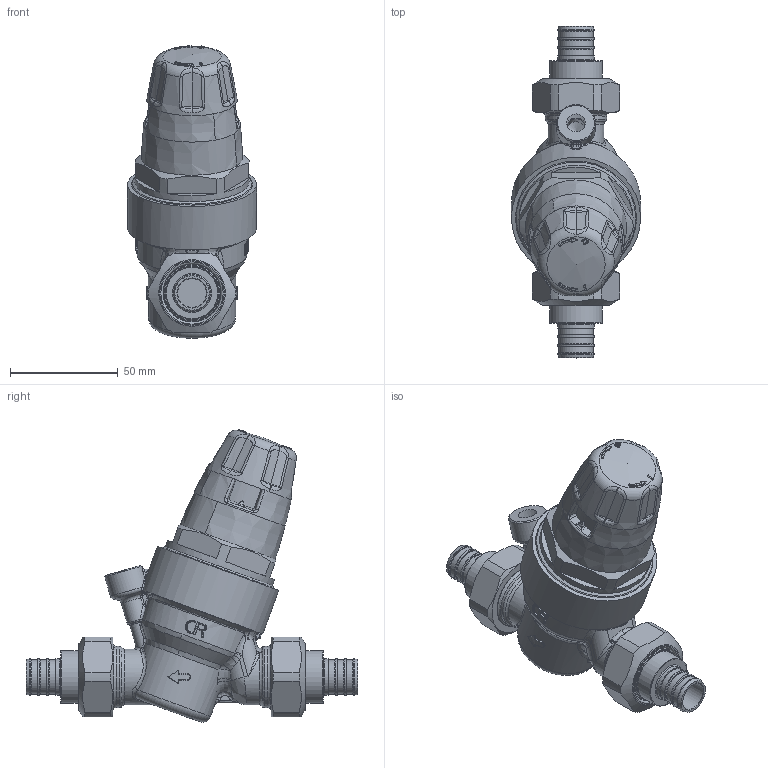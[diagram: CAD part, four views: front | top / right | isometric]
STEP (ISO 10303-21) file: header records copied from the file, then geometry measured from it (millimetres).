
FILE_DESCRIPTION(/* description */ (''),/* implementation_level */ '2;1');
FILE_NAME(/* name */ '535750HA_Simplify_1.stp',/* time_stamp */ '2025-08-19T08:37:14-05:00',/* author */ ('ischreiner'),/* organization */ (''),/* preprocessor_version */ 'ST-DEVELOPER v20',/* originating_system */ 'Autodesk Inventor 2025',/* authorisation */ '');
FILE_SCHEMA (('AUTOMOTIVE_DESIGN { 1 0 10303 214 3 1 1 }'));
Products named in the file (1): 535750HA_Simplify_1
Bounding box: 59.99 x 154.26 x 135.88 mm (x, y, z)
Volume: 291752.5 mm3; surface area: 48625.1 mm2
Topology: 5 solids, 5 shells, 864 faces, 2127 edges, 1283 vertices
Faces by surface type: bspline 330, cylinder 194, plane 163, torus 100, sphere 39, cone 38
Full cylindrical faces by diameter (mm): 7.95 x1, 13.462 x2, 15.875 x6, 16.942 x8, 18 x1, 20.066 x2, 24.435 x2, 25.908 x2, 26 x1, 26.924 x2, 28.5 x2, 29.972 x2, 30.302 x2, 33.1 x2, 53 x1, 60 x1
Entity records: 48479 total; most frequent: CARTESIAN_POINT 28805, ORIENTED_EDGE 4198, DIRECTION 3575, EDGE_CURVE 2099, AXIS2_PLACEMENT_3D 1588, VERTEX_POINT 1283, EDGE_LOOP 910, STYLED_ITEM 869
